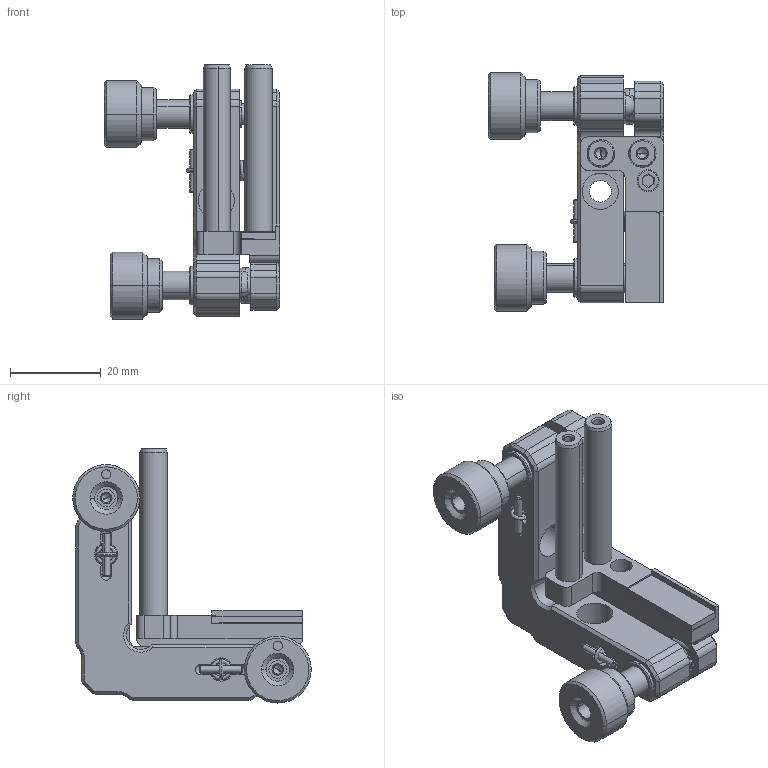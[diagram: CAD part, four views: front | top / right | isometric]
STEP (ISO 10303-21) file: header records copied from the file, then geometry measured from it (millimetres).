
FILE_DESCRIPTION(('FreeCAD Model'),'2;1');
FILE_NAME('Open CASCADE Shape Model','2025-08-10T17:26:43',(''),(''), 'Open CASCADE STEP processor 7.8','FreeCAD','Unknown');
FILE_SCHEMA(('AUTOMOTIVE_DESIGN { 1 0 10303 214 1 1 1 1 }'));
Length unit declared in the file: millimetre
Products named in the file (27): 7734-E0W032; 7734-E0W001; 7734-E0W002; 7734-E0W003; 7734-E0W004; 7734-E0W005; 7734-E0W006; 7734-E0W007; 7734-E0W008; 7734-E0W009; 7734-E0W010; 7734-E0W011; 7734-E0W012; 7734-E0W013; 7734-E0W014; 7734-E0W015; 7734-E0W016; 7734-E0W020; 7734-E0W021; 7734-E0W023; 7734-E0W024; 7734-E0W025; 7734-E0W026; 7734-E0W027; 7734-E0W028; 7734-E0W030; 7734-E0W031
Assembly tree (26 placements, depth 2):
  7734-E0W032
    7734-E0W001
    7734-E0W002
    7734-E0W003
    7734-E0W004
    7734-E0W005
    7734-E0W006
    7734-E0W007
    7734-E0W008
    7734-E0W009
    7734-E0W010
    7734-E0W011
    7734-E0W012
    7734-E0W013
    7734-E0W014
    7734-E0W015
    7734-E0W016
    7734-E0W020
    7734-E0W021
    7734-E0W023
    7734-E0W024
    7734-E0W025
    7734-E0W026
    7734-E0W027
    7734-E0W028
    7734-E0W030
    7734-E0W031
Bounding box: 38.61 x 52.45 x 55.88 mm (x, y, z)
Volume: 21911.6 mm3; surface area: 18277.9 mm2
Topology: 26 solids, 26 shells, 629 faces, 1432 edges, 861 vertices
Faces by surface type: plane 248, cylinder 201, cone 162, sphere 12, bspline 4, torus 2
Entity records: 53759 total; most frequent: CARTESIAN_POINT 23922, DIRECTION 5715, LINE 3005, VECTOR 3005, ORIENTED_EDGE 2784, PCURVE 2784, DEFINITIONAL_REPRESENTATION 2784, EDGE_CURVE 1392
